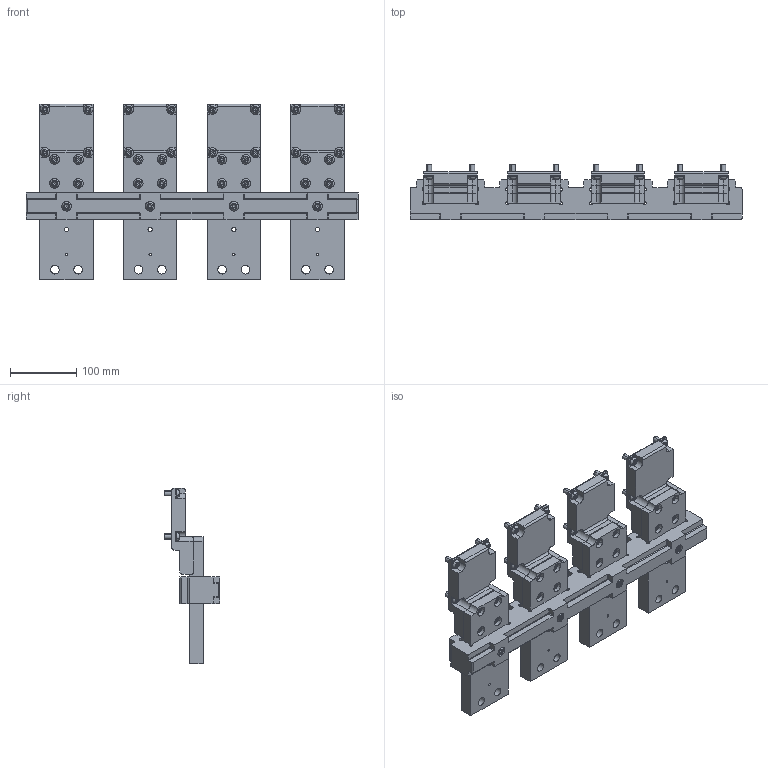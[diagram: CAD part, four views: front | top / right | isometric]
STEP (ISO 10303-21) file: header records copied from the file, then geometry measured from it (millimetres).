
FILE_DESCRIPTION(('CATIA V5 STEP Exchange'),'2;1');
FILE_NAME('1SDH001252R0329_E4.2_IV_W_TERMINALS_F_LOWER.stp','2015-05-08T15:01:55+00:00',('none'),('none'),'CATIA Version 5 Release 20 SP 6 (IN-10)','CATIA V5 STEP AP214','none');
FILE_SCHEMA(('AUTOMOTIVE_DESIGN { 1 0 10303 214 1 1 1 1 }'));
Products named in the file (1): 1SDH001252R0329_1PA_001_02_E4.2_IV_W_TERMINALS_F_LOWER
Bounding box: 500 x 83.4 x 264 mm (x, y, z)
Volume: 2740573.2 mm3; surface area: 484247.3 mm2
Topology: 81 solids, 81 shells, 1772 faces, 4558 edges, 2936 vertices
Faces by surface type: plane 858, cylinder 666, sphere 176, cone 72
Entity records: 58790 total; most frequent: CARTESIAN_POINT 17511, ORIENTED_EDGE 8908, DIRECTION 6914, EDGE_CURVE 4454, AXIS2_PLACEMENT_3D 3013, VERTEX_POINT 2936, VECTOR 2218, LINE 2218
